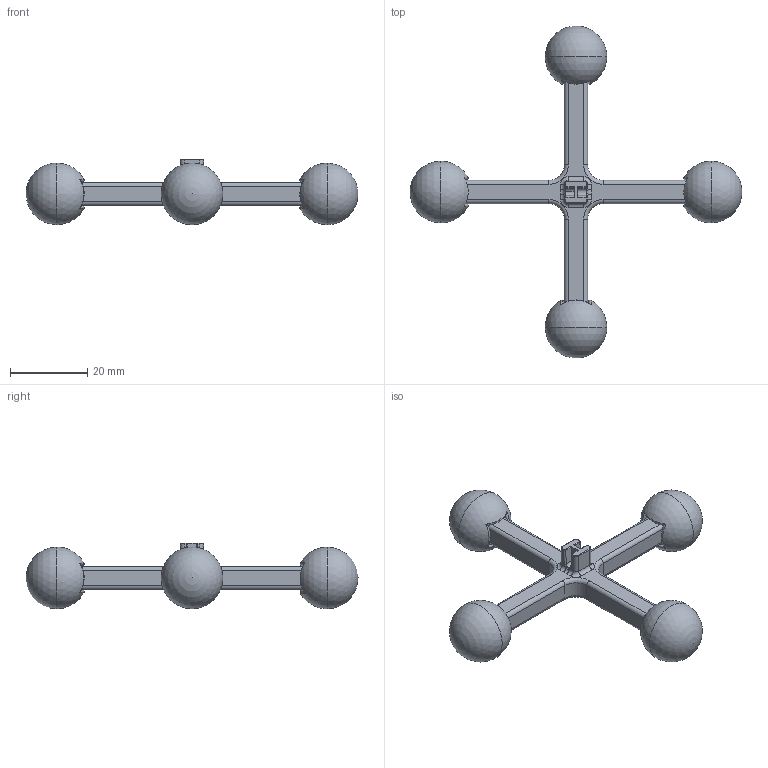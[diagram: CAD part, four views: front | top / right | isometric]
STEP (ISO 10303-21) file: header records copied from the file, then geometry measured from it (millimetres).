
FILE_DESCRIPTION (( 'STEP AP203' ), '1' );
FILE_NAME ('fiducials_assem_jaw.STEP', '2020-07-02T20:17:42', ( '' ), ( '' ), 'SwSTEP 2.0', 'SolidWorks 2016', '' );
FILE_SCHEMA (( 'CONFIG_CONTROL_DESIGN' ));
Length unit declared in the file: millimetre
Products named in the file (6): track_ball_wrist_yellow; track_ball_wrist_green; track_ball_wrist_red; frame; track_ball_wrist_blue; fiducials_assem_jaw
Assembly tree (5 placements, depth 2):
  fiducials_assem_jaw
    frame
    track_ball_wrist_red
    track_ball_wrist_green
    track_ball_wrist_blue
    track_ball_wrist_yellow
Bounding box: 86 x 86 x 17 mm (x, y, z)
Volume: 12322.9 mm3; surface area: 7042.7 mm2
Topology: 5 solids, 5 shells, 190 faces, 449 edges, 250 vertices
Faces by surface type: cylinder 63, plane 47, torus 44, sphere 24, bspline 12
Entity records: 6207 total; most frequent: CARTESIAN_POINT 1394, DIRECTION 965, ORIENTED_EDGE 834, EDGE_CURVE 417, AXIS2_PLACEMENT_3D 401, VERTEX_POINT 242, CIRCLE 215, EDGE_LOOP 195
